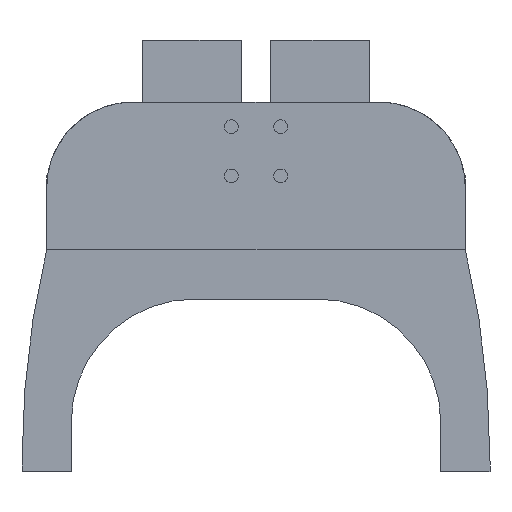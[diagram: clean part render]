
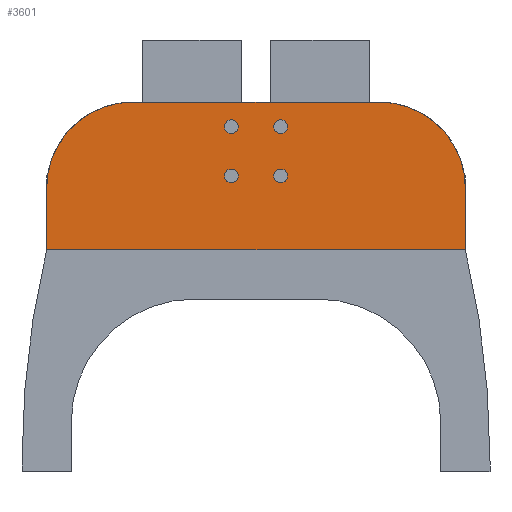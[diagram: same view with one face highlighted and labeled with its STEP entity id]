
A CAD part, front view. The second image highlights one B-rep face of the part: STEP entity #3601.
In plain terms, the highlighted planar face has unit normal (0, -1, 0).
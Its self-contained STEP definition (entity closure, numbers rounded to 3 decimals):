
#41=FACE_BOUND('',#458,.T.);
#42=FACE_BOUND('',#459,.T.);
#43=FACE_BOUND('',#460,.T.);
#44=FACE_BOUND('',#461,.T.);
#113=PLANE('',#3849);
#257=FACE_OUTER_BOUND('',#457,.T.);
#457=EDGE_LOOP('',(#2623,#2624,#2625,#2626,#2627,#2628));
#458=EDGE_LOOP('',(#2629));
#459=EDGE_LOOP('',(#2630));
#460=EDGE_LOOP('',(#2631));
#461=EDGE_LOOP('',(#2632));
#716=LINE('',#5299,#1112);
#725=LINE('',#5320,#1121);
#729=LINE('',#5328,#1125);
#734=LINE('',#5346,#1130);
#1112=VECTOR('',#4258,10.);
#1121=VECTOR('',#4277,10.);
#1125=VECTOR('',#4283,10.);
#1130=VECTOR('',#4306,10.);
#1484=CIRCLE('',#3825,17.5);
#1490=CIRCLE('',#3836,17.5);
#1491=CIRCLE('',#3842,1.4);
#1492=CIRCLE('',#3844,1.4);
#1493=CIRCLE('',#3846,1.4);
#1494=CIRCLE('',#3848,1.4);
#1627=VERTEX_POINT('',#5262);
#1628=VERTEX_POINT('',#5264);
#1642=VERTEX_POINT('',#5298);
#1645=VERTEX_POINT('',#5306);
#1646=VERTEX_POINT('',#5307);
#1652=VERTEX_POINT('',#5326);
#1653=VERTEX_POINT('',#5330);
#1654=VERTEX_POINT('',#5334);
#1655=VERTEX_POINT('',#5338);
#1656=VERTEX_POINT('',#5342);
#1991=EDGE_CURVE('',#1627,#1628,#1484,.T.);
#2008=EDGE_CURVE('',#1642,#1628,#716,.T.);
#2012=EDGE_CURVE('',#1645,#1646,#1490,.T.);
#2019=EDGE_CURVE('',#1627,#1646,#725,.F.);
#2023=EDGE_CURVE('',#1652,#1645,#729,.F.);
#2025=EDGE_CURVE('',#1653,#1653,#1491,.T.);
#2027=EDGE_CURVE('',#1654,#1654,#1492,.T.);
#2029=EDGE_CURVE('',#1655,#1655,#1493,.T.);
#2031=EDGE_CURVE('',#1656,#1656,#1494,.T.);
#2032=EDGE_CURVE('',#1652,#1642,#734,.F.);
#2623=ORIENTED_EDGE('',*,*,#1991,.F.);
#2624=ORIENTED_EDGE('',*,*,#2019,.T.);
#2625=ORIENTED_EDGE('',*,*,#2012,.F.);
#2626=ORIENTED_EDGE('',*,*,#2023,.F.);
#2627=ORIENTED_EDGE('',*,*,#2032,.T.);
#2628=ORIENTED_EDGE('',*,*,#2008,.T.);
#2629=ORIENTED_EDGE('',*,*,#2025,.T.);
#2630=ORIENTED_EDGE('',*,*,#2027,.T.);
#2631=ORIENTED_EDGE('',*,*,#2029,.T.);
#2632=ORIENTED_EDGE('',*,*,#2031,.T.);
#3601=ADVANCED_FACE('',(#257,#41,#42,#43,#44),#113,.T.);
#3825=AXIS2_PLACEMENT_3D('',#5265,#4228,#4229);
#3836=AXIS2_PLACEMENT_3D('',#5308,#4264,#4265);
#3842=AXIS2_PLACEMENT_3D('',#5332,#4287,#4288);
#3844=AXIS2_PLACEMENT_3D('',#5336,#4292,#4293);
#3846=AXIS2_PLACEMENT_3D('',#5340,#4297,#4298);
#3848=AXIS2_PLACEMENT_3D('',#5344,#4302,#4303);
#3849=AXIS2_PLACEMENT_3D('',#5345,#4304,#4305);
#4228=DIRECTION('center_axis',(0.,1.,0.));
#4229=DIRECTION('ref_axis',(0.707,0.,0.707));
#4258=DIRECTION('',(0.,0.,1.));
#4264=DIRECTION('center_axis',(0.,1.,0.));
#4265=DIRECTION('ref_axis',(-0.707,0.,0.707));
#4277=DIRECTION('',(1.,0.,0.));
#4283=DIRECTION('',(0.,0.,-1.));
#4287=DIRECTION('center_axis',(0.,1.,0.));
#4288=DIRECTION('ref_axis',(-1.,0.,0.));
#4292=DIRECTION('center_axis',(0.,1.,0.));
#4293=DIRECTION('ref_axis',(-1.,0.,0.));
#4297=DIRECTION('center_axis',(0.,1.,0.));
#4298=DIRECTION('ref_axis',(-1.,0.,0.));
#4302=DIRECTION('center_axis',(0.,1.,0.));
#4303=DIRECTION('ref_axis',(-1.,0.,0.));
#4304=DIRECTION('center_axis',(0.,-1.,0.));
#4305=DIRECTION('ref_axis',(1.,0.,0.));
#4306=DIRECTION('',(-1.,0.,0.));
#5262=CARTESIAN_POINT('',(25.,-80.,55.));
#5264=CARTESIAN_POINT('',(42.5,-80.,37.5));
#5265=CARTESIAN_POINT('Origin',(25.,-80.,37.5));
#5298=CARTESIAN_POINT('',(42.5,-80.,25.));
#5299=CARTESIAN_POINT('',(42.5,-80.,25.));
#5306=CARTESIAN_POINT('',(-42.5,-80.,37.5));
#5307=CARTESIAN_POINT('',(-25.,-80.,55.));
#5308=CARTESIAN_POINT('Origin',(-25.,-80.,37.5));
#5320=CARTESIAN_POINT('',(-45.,-80.,55.));
#5326=CARTESIAN_POINT('',(-42.5,-80.,25.));
#5328=CARTESIAN_POINT('',(-42.5,-80.,25.));
#5330=CARTESIAN_POINT('',(-3.6,-80.,50.));
#5332=CARTESIAN_POINT('Origin',(-5.,-80.,50.));
#5334=CARTESIAN_POINT('',(6.4,-80.,50.));
#5336=CARTESIAN_POINT('Origin',(5.,-80.,50.));
#5338=CARTESIAN_POINT('',(-3.6,-80.,40.));
#5340=CARTESIAN_POINT('Origin',(-5.,-80.,40.));
#5342=CARTESIAN_POINT('',(6.4,-80.,40.));
#5344=CARTESIAN_POINT('Origin',(5.,-80.,40.));
#5345=CARTESIAN_POINT('Origin',(-47.5,-80.,25.));
#5346=CARTESIAN_POINT('',(-45.,-80.,25.));
